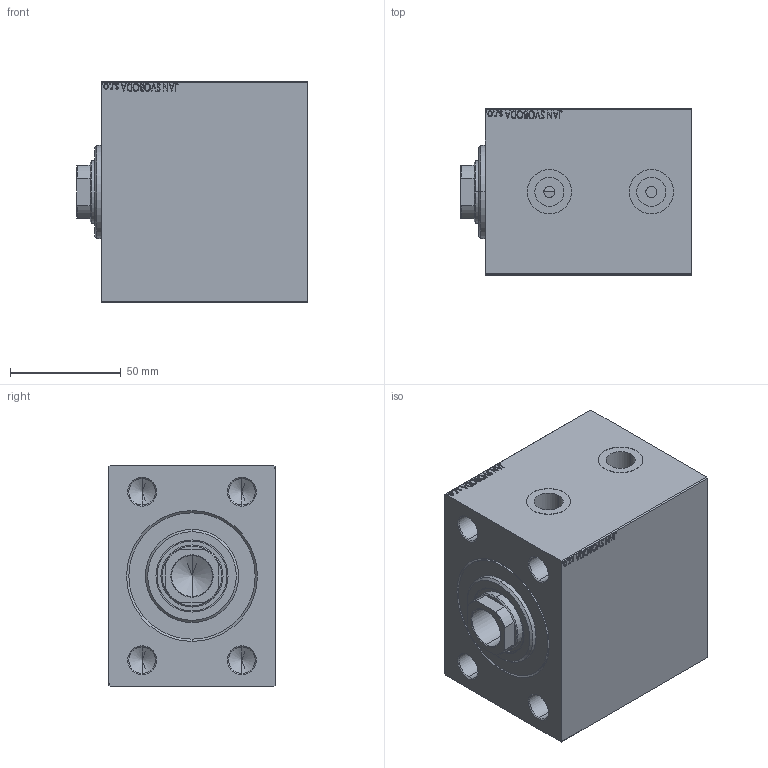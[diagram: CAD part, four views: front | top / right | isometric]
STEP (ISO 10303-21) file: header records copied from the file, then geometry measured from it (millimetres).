
FILE_DESCRIPTION (( 'STEP AP203' ), '1' );
FILE_NAME ('ac4d.STEP', '2024-02-11T15:03:20', ( '' ), ( '' ), 'SwSTEP 2.0', 'SolidWorks 2019', '' );
FILE_SCHEMA (( 'CONFIG_CONTROL_DESIGN' ));
Length unit declared in the file: millimetre
Products named in the file (4): V450CM_VC_B f9c9f460b28c54f7bbe1210408cf6ea1; V450CM_B_VCP f9c9f460b28c54f7bbe1210408cf6ea1; V450CM_B_Body f9c9f460b28c54f7bbe1210408cf6ea1; ac4d
Assembly tree (3 placements, depth 2):
  ac4d
    V450CM_B_Body f9c9f460b28c54f7bbe1210408cf6ea1
    V450CM_B_VCP f9c9f460b28c54f7bbe1210408cf6ea1
    V450CM_VC_B f9c9f460b28c54f7bbe1210408cf6ea1
Bounding box: 104 x 75 x 100 mm (x, y, z)
Volume: 661000.6 mm3; surface area: 85758.5 mm2
Topology: 3 solids, 3 shells, 885 faces, 2261 edges, 1481 vertices
Faces by surface type: plane 403, bspline 380, cylinder 56, cone 46
Entity records: 44441 total; most frequent: CARTESIAN_POINT 25179, ORIENTED_EDGE 4486, DIRECTION 2637, EDGE_CURVE 2243, VERTEX_POINT 1481, VECTOR 1331, LINE 1331, EDGE_LOOP 1006
